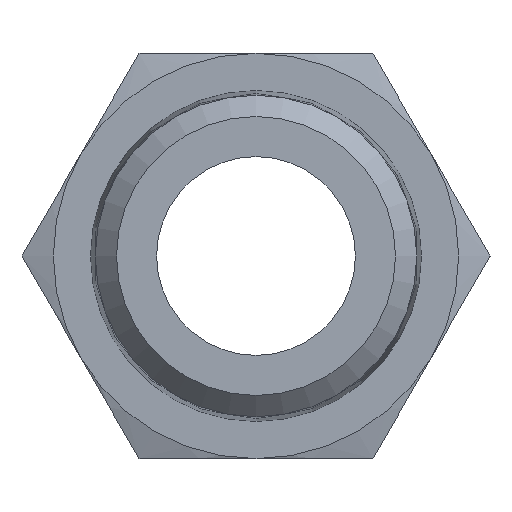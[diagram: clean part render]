
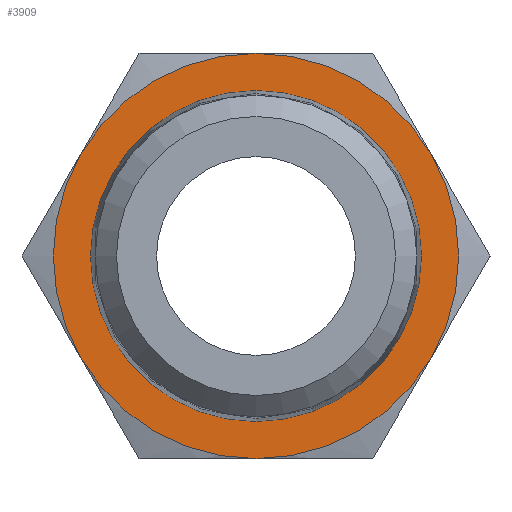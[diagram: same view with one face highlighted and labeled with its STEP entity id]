
A CAD part, left-side view. The second image highlights one B-rep face of the part: STEP entity #3909.
In plain terms, the highlighted planar face has unit normal (-1, 0, 0).
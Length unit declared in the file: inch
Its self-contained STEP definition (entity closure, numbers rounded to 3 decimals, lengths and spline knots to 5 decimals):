
#2904=CARTESIAN_POINT('',(0.0,0.,0.8125));
#2905=VERTEX_POINT('',#2904);
#3285=CARTESIAN_POINT('',(0.0,0.,0.6635));
#3286=VERTEX_POINT('',#3285);
#3287=CARTESIAN_POINT('',(0.0,0.,0.));
#3288=DIRECTION('',(-1.0,0.0,0.0));
#3289=DIRECTION('',(0.0,0.0,-1.0));
#3290=AXIS2_PLACEMENT_3D('',#3287,#3288,#3289);
#3291=CIRCLE('',#3290,0.6635);
#3292=EDGE_CURVE('',#3286,#3286,#3291,.T.);
#3303=CARTESIAN_POINT('',(0.0,0.70365,0.40625));
#3304=VERTEX_POINT('',#3303);
#3318=CARTESIAN_POINT('',(0.0,0.0,0.0));
#3319=DIRECTION('',(-1.0,0.0,0.0));
#3320=DIRECTION('',(0.0,1.0,0.0));
#3321=AXIS2_PLACEMENT_3D('',#3318,#3319,#3320);
#3322=CIRCLE('',#3321,0.8125);
#3323=EDGE_CURVE('',#2905,#3304,#3322,.T.);
#3333=CARTESIAN_POINT('',(0.0,-0.70365,0.40625));
#3334=VERTEX_POINT('',#3333);
#3349=CARTESIAN_POINT('',(0.0,0.0,0.0));
#3350=DIRECTION('',(-1.0,0.0,0.0));
#3351=DIRECTION('',(0.0,1.0,0.0));
#3352=AXIS2_PLACEMENT_3D('',#3349,#3350,#3351);
#3353=CIRCLE('',#3352,0.8125);
#3354=EDGE_CURVE('',#3334,#2905,#3353,.T.);
#3366=CARTESIAN_POINT('',(0.0,-0.70365,-0.40625));
#3367=VERTEX_POINT('',#3366);
#3394=CARTESIAN_POINT('',(0.0,0.0,0.0));
#3395=DIRECTION('',(-1.0,0.0,0.0));
#3396=DIRECTION('',(0.0,1.0,0.0));
#3397=AXIS2_PLACEMENT_3D('',#3394,#3395,#3396);
#3398=CIRCLE('',#3397,0.8125);
#3399=EDGE_CURVE('',#3367,#3334,#3398,.T.);
#3424=CARTESIAN_POINT('',(0.0,0.,-0.8125));
#3425=VERTEX_POINT('',#3424);
#3426=CARTESIAN_POINT('',(0.0,0.0,0.0));
#3427=DIRECTION('',(-1.0,0.0,0.0));
#3428=DIRECTION('',(0.0,1.0,0.0));
#3429=AXIS2_PLACEMENT_3D('',#3426,#3427,#3428);
#3430=CIRCLE('',#3429,0.8125);
#3431=EDGE_CURVE('',#3425,#3367,#3430,.T.);
#3469=CARTESIAN_POINT('',(0.0,0.70365,-0.40625));
#3470=VERTEX_POINT('',#3469);
#3471=CARTESIAN_POINT('',(0.0,0.0,0.0));
#3472=DIRECTION('',(-1.0,0.0,0.0));
#3473=DIRECTION('',(0.0,1.0,0.0));
#3474=AXIS2_PLACEMENT_3D('',#3471,#3472,#3473);
#3475=CIRCLE('',#3474,0.8125);
#3476=EDGE_CURVE('',#3470,#3425,#3475,.T.);
#3514=CARTESIAN_POINT('',(0.0,0.0,0.0));
#3515=DIRECTION('',(-1.0,0.0,0.0));
#3516=DIRECTION('',(0.0,1.0,0.0));
#3517=AXIS2_PLACEMENT_3D('',#3514,#3515,#3516);
#3518=CIRCLE('',#3517,0.8125);
#3519=EDGE_CURVE('',#3304,#3470,#3518,.T.);
#3893=CARTESIAN_POINT('',(0.0,0.,0.));
#3894=DIRECTION('',(1.0,0.0,0.0));
#3895=DIRECTION('',(0.0,0.0,-1.0));
#3896=AXIS2_PLACEMENT_3D('',#3893,#3894,#3895);
#3897=PLANE('',#3896);
#3898=ORIENTED_EDGE('',*,*,#3519,.T.);
#3899=ORIENTED_EDGE('',*,*,#3476,.T.);
#3900=ORIENTED_EDGE('',*,*,#3431,.T.);
#3901=ORIENTED_EDGE('',*,*,#3399,.T.);
#3902=ORIENTED_EDGE('',*,*,#3354,.T.);
#3903=ORIENTED_EDGE('',*,*,#3323,.T.);
#3904=EDGE_LOOP('',(#3898,#3899,#3900,#3901,#3902,#3903));
#3905=FACE_OUTER_BOUND('',#3904,.T.);
#3906=ORIENTED_EDGE('',*,*,#3292,.F.);
#3907=EDGE_LOOP('',(#3906));
#3908=FACE_BOUND('',#3907,.T.);
#3909=ADVANCED_FACE('',(#3905,#3908),#3897,.F.);
